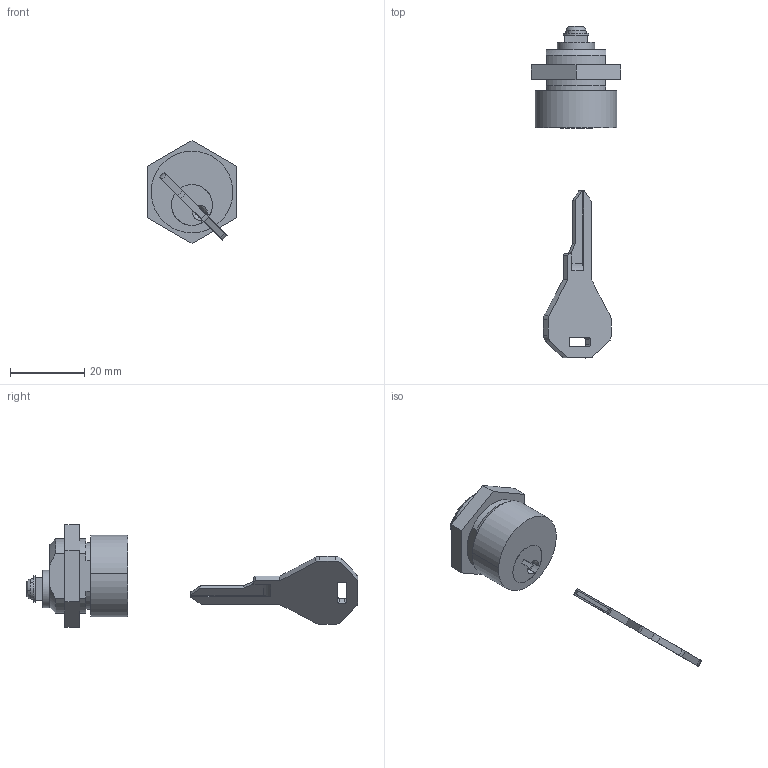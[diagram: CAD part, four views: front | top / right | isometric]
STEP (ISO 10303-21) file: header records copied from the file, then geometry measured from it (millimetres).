
FILE_DESCRIPTION((''),'2;1');
FILE_NAME('','2013-02-25T12:05:04',(''),(''),'','CADfix','');
FILE_SCHEMA(('AUTOMOTIVE_DESIGN { 1 0 10303 214 1 1 1 1 }'));
Length unit declared in the file: millimetre
Bounding box: 24 x 89.36 x 27.71 mm (x, y, z)
Volume: 8474.1 mm3; surface area: 5103.5 mm2
Topology: 4 solids, 4 shells, 130 faces, 370 edges, 253 vertices
Faces by surface type: bspline 130
Entity records: 4402 total; most frequent: CARTESIAN_POINT 2228, ORIENTED_EDGE 740, EDGE_CURVE 370, VERTEX_POINT 253, QUASI_UNIFORM_CURVE 230, EDGE_LOOP 139, FACE_OUTER_BOUND 130, ADVANCED_FACE 130
